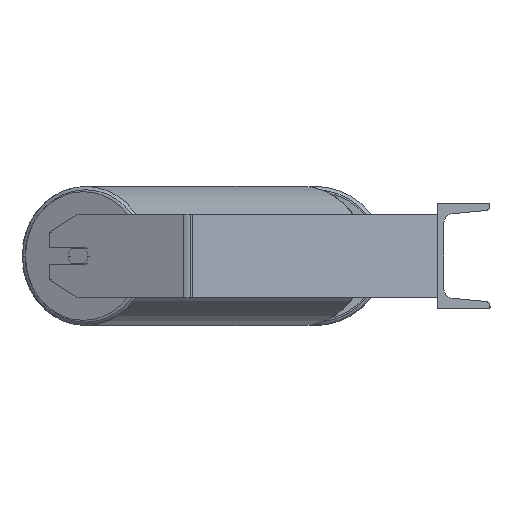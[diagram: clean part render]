
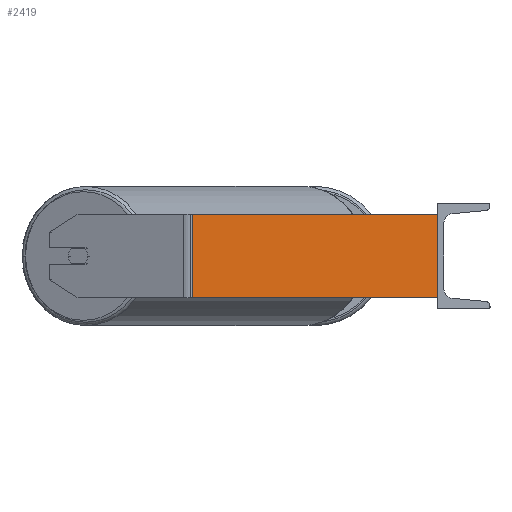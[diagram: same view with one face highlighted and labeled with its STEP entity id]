
A CAD part, left-side view. The second image highlights one B-rep face of the part: STEP entity #2419.
In plain terms, the highlighted planar face has unit normal (-0.996, -0.087, 0).
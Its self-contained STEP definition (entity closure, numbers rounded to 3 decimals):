
#203 = VERTEX_POINT ( 'NONE', #2779 ) ;
#353 = VERTEX_POINT ( 'NONE', #5711 ) ;
#565 = LINE ( 'NONE', #8910, #6446 ) ;
#850 = VECTOR ( 'NONE', #8089, 1000. ) ;
#999 = LINE ( 'NONE', #6621, #850 ) ;
#1068 = VERTEX_POINT ( 'NONE', #6014 ) ;
#1174 = DIRECTION ( 'NONE',  ( 0., 0., -1. ) ) ;
#1204 = DIRECTION ( 'NONE',  ( -0.087, 0.996, 0. ) ) ;
#2419 = ADVANCED_FACE ( 'NONE', ( #6129 ), #6904, .F. ) ;
#2710 = VECTOR ( 'NONE', #8154, 1000. ) ;
#2766 = EDGE_CURVE ( 'NONE', #203, #353, #999, .T. ) ;
#2779 = CARTESIAN_POINT ( 'NONE',  ( -805.54, 234.768, 40. ) ) ;
#3683 = VECTOR ( 'NONE', #1174, 1000. ) ;
#3777 = LINE ( 'NONE', #8900, #2710 ) ;
#3927 = ORIENTED_EDGE ( 'NONE', *, *, #7075, .T. ) ;
#4170 = ORIENTED_EDGE ( 'NONE', *, *, #4428, .T. ) ;
#4389 = VERTEX_POINT ( 'NONE', #6921 ) ;
#4428 = EDGE_CURVE ( 'NONE', #4389, #1068, #565, .T. ) ;
#4580 = LINE ( 'NONE', #8860, #3683 ) ;
#4843 = ORIENTED_EDGE ( 'NONE', *, *, #8989, .F. ) ;
#5711 = CARTESIAN_POINT ( 'NONE',  ( -785., 0., 40. ) ) ;
#5993 = AXIS2_PLACEMENT_3D ( 'NONE', #8889, #7502, #1204 ) ;
#6014 = CARTESIAN_POINT ( 'NONE',  ( -785., 0., -40. ) ) ;
#6103 = EDGE_LOOP ( 'NONE', ( #4170, #4843, #9042, #3927 ) ) ;
#6129 = FACE_OUTER_BOUND ( 'NONE', #6103, .T. ) ;
#6446 = VECTOR ( 'NONE', #6835, 1000. ) ;
#6621 = CARTESIAN_POINT ( 'NONE',  ( -805.913, 239.039, 40. ) ) ;
#6835 = DIRECTION ( 'NONE',  ( 0.087, -0.996, 0. ) ) ;
#6904 = PLANE ( 'NONE',  #5993 ) ;
#6921 = CARTESIAN_POINT ( 'NONE',  ( -805.54, 234.768, -40. ) ) ;
#7075 = EDGE_CURVE ( 'NONE', #203, #4389, #4580, .T. ) ;
#7502 = DIRECTION ( 'NONE',  ( 0.996, 0.087, 0. ) ) ;
#8089 = DIRECTION ( 'NONE',  ( 0.087, -0.996, 0. ) ) ;
#8154 = DIRECTION ( 'NONE',  ( 0., 0., -1. ) ) ;
#8860 = CARTESIAN_POINT ( 'NONE',  ( -805.54, 234.768, 40. ) ) ;
#8889 = CARTESIAN_POINT ( 'NONE',  ( -805.913, 239.039, 40. ) ) ;
#8900 = CARTESIAN_POINT ( 'NONE',  ( -785., 0., 40. ) ) ;
#8910 = CARTESIAN_POINT ( 'NONE',  ( -805.913, 239.039, -40. ) ) ;
#8989 = EDGE_CURVE ( 'NONE', #353, #1068, #3777, .T. ) ;
#9042 = ORIENTED_EDGE ( 'NONE', *, *, #2766, .F. ) ;
